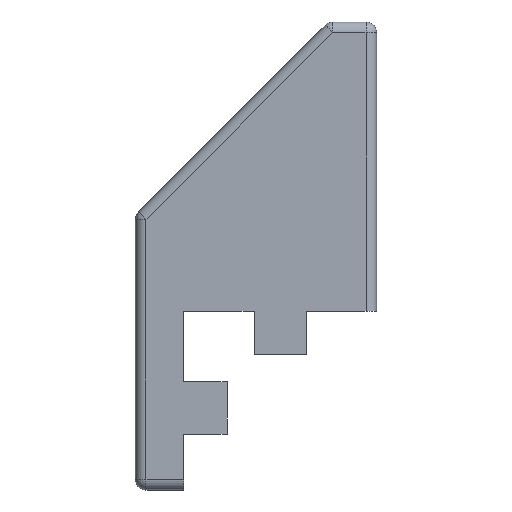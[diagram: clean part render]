
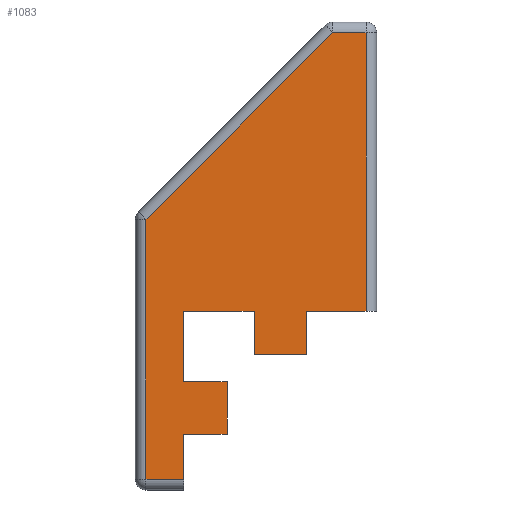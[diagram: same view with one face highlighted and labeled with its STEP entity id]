
A CAD part, left-side view. The second image highlights one B-rep face of the part: STEP entity #1083.
In plain terms, the highlighted planar face has unit normal (-1, 0, 0).
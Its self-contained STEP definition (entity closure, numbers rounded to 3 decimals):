
#11 = DIRECTION ( 'NONE',  ( 0., 0., 1. ) ) ;
#12 = VECTOR ( 'NONE', #2362, 1000. ) ;
#17 = AXIS2_PLACEMENT_3D ( 'NONE', #365, #1106, #519 ) ;
#36 = CARTESIAN_POINT ( 'NONE',  ( 127., 0., -7.4 ) ) ;
#56 = DIRECTION ( 'NONE',  ( 0., 0., 1. ) ) ;
#102 = ORIENTED_EDGE ( 'NONE', *, *, #1427, .T. ) ;
#140 = DIRECTION ( 'NONE',  ( 0., 0.707, -0.707 ) ) ;
#150 = CARTESIAN_POINT ( 'NONE',  ( 127., 10., -2.7 ) ) ;
#172 = LINE ( 'NONE', #966, #1841 ) ;
#212 = VERTEX_POINT ( 'NONE', #2341 ) ;
#225 = DIRECTION ( 'NONE',  ( 0., 0., -1. ) ) ;
#233 = VERTEX_POINT ( 'NONE', #1595 ) ;
#250 = ORIENTED_EDGE ( 'NONE', *, *, #2060, .T. ) ;
#264 = ORIENTED_EDGE ( 'NONE', *, *, #930, .T. ) ;
#334 = EDGE_CURVE ( 'NONE', #1000, #233, #1570, .T. ) ;
#362 = CARTESIAN_POINT ( 'NONE',  ( 127., 10., 2.7 ) ) ;
#365 = CARTESIAN_POINT ( 'NONE',  ( 127., 0., 0. ) ) ;
#371 = EDGE_CURVE ( 'NONE', #1190, #1973, #928, .T. ) ;
#375 = CARTESIAN_POINT ( 'NONE',  ( 127., 13.9, -7.4 ) ) ;
#446 = CARTESIAN_POINT ( 'NONE',  ( 127., 5.5, 2.7 ) ) ;
#475 = CARTESIAN_POINT ( 'NONE',  ( 127., 13.9, 19.544 ) ) ;
#512 = VERTEX_POINT ( 'NONE', #1707 ) ;
#519 = DIRECTION ( 'NONE',  ( 0., 0., -1. ) ) ;
#526 = ORIENTED_EDGE ( 'NONE', *, *, #1697, .T. ) ;
#531 = PLANE ( 'NONE',  #17 ) ;
#571 = CARTESIAN_POINT ( 'NONE',  ( 127., 13.9, 0. ) ) ;
#572 = VECTOR ( 'NONE', #225, 1000. ) ;
#625 = CARTESIAN_POINT ( 'NONE',  ( 127., 10., -2.7 ) ) ;
#644 = LINE ( 'NONE', #2286, #2258 ) ;
#645 = VECTOR ( 'NONE', #11, 1000. ) ;
#656 = CARTESIAN_POINT ( 'NONE',  ( 127., 2.7, 5.5 ) ) ;
#802 = LINE ( 'NONE', #625, #1769 ) ;
#839 = ORIENTED_EDGE ( 'NONE', *, *, #844, .T. ) ;
#840 = EDGE_CURVE ( 'NONE', #1331, #927, #172, .T. ) ;
#844 = EDGE_CURVE ( 'NONE', #2148, #1000, #1493, .T. ) ;
#871 = VERTEX_POINT ( 'NONE', #2390 ) ;
#905 = CARTESIAN_POINT ( 'NONE',  ( 127., 10., 2.7 ) ) ;
#927 = VERTEX_POINT ( 'NONE', #1147 ) ;
#928 = LINE ( 'NONE', #905, #12 ) ;
#930 = EDGE_CURVE ( 'NONE', #2151, #1190, #2028, .T. ) ;
#939 = LINE ( 'NONE', #1672, #645 ) ;
#948 = VECTOR ( 'NONE', #2076, 1000. ) ;
#956 = ORIENTED_EDGE ( 'NONE', *, *, #840, .T. ) ;
#957 = DIRECTION ( 'NONE',  ( 0., 0., -1. ) ) ;
#958 = LINE ( 'NONE', #571, #572 ) ;
#959 = VECTOR ( 'NONE', #1029, 1000. ) ;
#966 = CARTESIAN_POINT ( 'NONE',  ( 127., 0., 38.9 ) ) ;
#968 = EDGE_CURVE ( 'NONE', #233, #212, #644, .T. ) ;
#986 = DIRECTION ( 'NONE',  ( 0., -1., 0. ) ) ;
#1000 = VERTEX_POINT ( 'NONE', #1537 ) ;
#1029 = DIRECTION ( 'NONE',  ( 0., -1., 0. ) ) ;
#1059 = ORIENTED_EDGE ( 'NONE', *, *, #968, .T. ) ;
#1067 = VERTEX_POINT ( 'NONE', #1282 ) ;
#1070 = VECTOR ( 'NONE', #2018, 1000. ) ;
#1076 = CARTESIAN_POINT ( 'NONE',  ( 127., 16.722, 16.722 ) ) ;
#1083 = ADVANCED_FACE ( 'NONE', ( #2187 ), #531, .F. ) ;
#1102 = DIRECTION ( 'NONE',  ( 0., 0., 1. ) ) ;
#1104 = EDGE_CURVE ( 'NONE', #1067, #1331, #939, .T. ) ;
#1106 = DIRECTION ( 'NONE',  ( 1., 0., 0. ) ) ;
#1113 = CARTESIAN_POINT ( 'NONE',  ( 127., 10., -7.4 ) ) ;
#1122 = CARTESIAN_POINT ( 'NONE',  ( 127., 2.7, 5.5 ) ) ;
#1138 = LINE ( 'NONE', #36, #1962 ) ;
#1142 = LINE ( 'NONE', #2057, #1846 ) ;
#1145 = CARTESIAN_POINT ( 'NONE',  ( 127., -8.9, 38.9 ) ) ;
#1147 = CARTESIAN_POINT ( 'NONE',  ( 127., -5.456, 38.9 ) ) ;
#1190 = VERTEX_POINT ( 'NONE', #446 ) ;
#1228 = VECTOR ( 'NONE', #140, 1000. ) ;
#1278 = ORIENTED_EDGE ( 'NONE', *, *, #2202, .T. ) ;
#1282 = CARTESIAN_POINT ( 'NONE',  ( 127., -8.9, 10. ) ) ;
#1331 = VERTEX_POINT ( 'NONE', #1145 ) ;
#1368 = DIRECTION ( 'NONE',  ( 0., 0., 1. ) ) ;
#1427 = EDGE_CURVE ( 'NONE', #2350, #512, #802, .T. ) ;
#1430 = CARTESIAN_POINT ( 'NONE',  ( 127., 10., 10. ) ) ;
#1464 = LINE ( 'NONE', #150, #1070 ) ;
#1493 = LINE ( 'NONE', #1122, #1645 ) ;
#1537 = CARTESIAN_POINT ( 'NONE',  ( 127., 2.7, 5.5 ) ) ;
#1566 = LINE ( 'NONE', #1430, #959 ) ;
#1570 = LINE ( 'NONE', #656, #2297 ) ;
#1584 = ORIENTED_EDGE ( 'NONE', *, *, #334, .T. ) ;
#1595 = CARTESIAN_POINT ( 'NONE',  ( 127., -2.7, 5.5 ) ) ;
#1603 = CARTESIAN_POINT ( 'NONE',  ( 127., 5.5, -2.7 ) ) ;
#1645 = VECTOR ( 'NONE', #957, 1000. ) ;
#1652 = ORIENTED_EDGE ( 'NONE', *, *, #1104, .T. ) ;
#1672 = CARTESIAN_POINT ( 'NONE',  ( 127., -8.9, 0. ) ) ;
#1697 = EDGE_CURVE ( 'NONE', #212, #1067, #1142, .T. ) ;
#1707 = CARTESIAN_POINT ( 'NONE',  ( 127., 10., -2.7 ) ) ;
#1769 = VECTOR ( 'NONE', #1368, 1000. ) ;
#1770 = ORIENTED_EDGE ( 'NONE', *, *, #2183, .T. ) ;
#1798 = LINE ( 'NONE', #1076, #1228 ) ;
#1841 = VECTOR ( 'NONE', #1843, 1000. ) ;
#1843 = DIRECTION ( 'NONE',  ( 0., 1., 0. ) ) ;
#1846 = VECTOR ( 'NONE', #986, 1000. ) ;
#1879 = DIRECTION ( 'NONE',  ( 0., -1., 0. ) ) ;
#1912 = VERTEX_POINT ( 'NONE', #375 ) ;
#1940 = ORIENTED_EDGE ( 'NONE', *, *, #371, .T. ) ;
#1942 = EDGE_CURVE ( 'NONE', #1973, #871, #2184, .T. ) ;
#1950 = EDGE_CURVE ( 'NONE', #927, #2181, #1798, .T. ) ;
#1962 = VECTOR ( 'NONE', #1879, 1000. ) ;
#1973 = VERTEX_POINT ( 'NONE', #2278 ) ;
#2018 = DIRECTION ( 'NONE',  ( 0., -1., 0. ) ) ;
#2028 = LINE ( 'NONE', #2261, #948 ) ;
#2057 = CARTESIAN_POINT ( 'NONE',  ( 127., -2.7, 10. ) ) ;
#2060 = EDGE_CURVE ( 'NONE', #1912, #2350, #1138, .T. ) ;
#2076 = DIRECTION ( 'NONE',  ( 0., 0., 1. ) ) ;
#2125 = DIRECTION ( 'NONE',  ( 0., -1., 0. ) ) ;
#2135 = ORIENTED_EDGE ( 'NONE', *, *, #2303, .T. ) ;
#2148 = VERTEX_POINT ( 'NONE', #2291 ) ;
#2151 = VERTEX_POINT ( 'NONE', #1603 ) ;
#2181 = VERTEX_POINT ( 'NONE', #475 ) ;
#2183 = EDGE_CURVE ( 'NONE', #871, #2148, #1566, .T. ) ;
#2184 = LINE ( 'NONE', #362, #2268 ) ;
#2187 = FACE_OUTER_BOUND ( 'NONE', #2355, .T. ) ;
#2199 = ORIENTED_EDGE ( 'NONE', *, *, #1950, .T. ) ;
#2202 = EDGE_CURVE ( 'NONE', #512, #2151, #1464, .T. ) ;
#2233 = ORIENTED_EDGE ( 'NONE', *, *, #1942, .T. ) ;
#2258 = VECTOR ( 'NONE', #56, 1000. ) ;
#2261 = CARTESIAN_POINT ( 'NONE',  ( 127., 5.5, -2.7 ) ) ;
#2268 = VECTOR ( 'NONE', #1102, 1000. ) ;
#2278 = CARTESIAN_POINT ( 'NONE',  ( 127., 10., 2.7 ) ) ;
#2286 = CARTESIAN_POINT ( 'NONE',  ( 127., -2.7, 5.5 ) ) ;
#2291 = CARTESIAN_POINT ( 'NONE',  ( 127., 2.7, 10. ) ) ;
#2297 = VECTOR ( 'NONE', #2125, 1000. ) ;
#2303 = EDGE_CURVE ( 'NONE', #2181, #1912, #958, .T. ) ;
#2341 = CARTESIAN_POINT ( 'NONE',  ( 127., -2.7, 10. ) ) ;
#2350 = VERTEX_POINT ( 'NONE', #1113 ) ;
#2355 = EDGE_LOOP ( 'NONE', ( #526, #1652, #956, #2199, #2135, #250, #102, #1278, #264, #1940, #2233, #1770, #839, #1584, #1059 ) ) ;
#2362 = DIRECTION ( 'NONE',  ( 0., 1., 0. ) ) ;
#2390 = CARTESIAN_POINT ( 'NONE',  ( 127., 10., 10. ) ) ;
